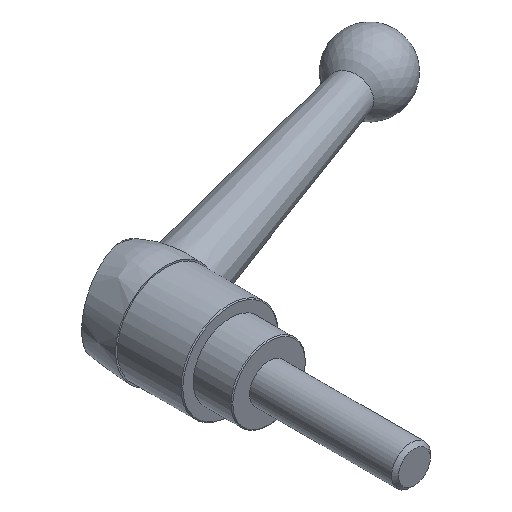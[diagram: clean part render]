
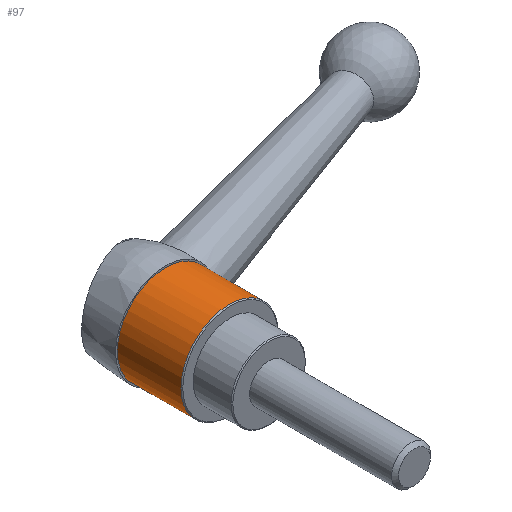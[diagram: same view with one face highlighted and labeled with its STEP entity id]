
A CAD part, isometric view. The second image highlights one B-rep face of the part: STEP entity #97.
In plain terms, the highlighted cylindrical face has radius 15 mm (diameter 30 mm), a full revolution.
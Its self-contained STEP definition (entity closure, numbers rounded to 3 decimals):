
#97 = ADVANCED_FACE( '', ( #237, #238 ), #239, .T. );
#237 = FACE_OUTER_BOUND( '', #428, .T. );
#238 = FACE_OUTER_BOUND( '', #429, .T. );
#239 = CYLINDRICAL_SURFACE( '', #430, 15. );
#428 = EDGE_LOOP( '', ( #684 ) );
#429 = EDGE_LOOP( '', ( #685, #686 ) );
#430 = AXIS2_PLACEMENT_3D( '', #687, #688, #689 );
#684 = ORIENTED_EDGE( '', *, *, #1163, .F. );
#685 = ORIENTED_EDGE( '', *, *, #1164, .F. );
#686 = ORIENTED_EDGE( '', *, *, #1165, .T. );
#687 = CARTESIAN_POINT( '', ( 0., -45., 0. ) );
#688 = DIRECTION( '', ( 0., 1., 0. ) );
#689 = DIRECTION( '', ( 0., 0., -1. ) );
#1163 = EDGE_CURVE( '', #1388, #1388, #1389, .T. );
#1164 = EDGE_CURVE( '', #1390, #1391, #1392, .T. );
#1165 = EDGE_CURVE( '', #1390, #1391, #1393, .T. );
#1388 = VERTEX_POINT( '', #1715 );
#1389 = CIRCLE( '', #1716, 15. );
#1390 = VERTEX_POINT( '', #1717 );
#1391 = VERTEX_POINT( '', #1718 );
#1392 = B_SPLINE_CURVE_WITH_KNOTS( '', 3, ( #1719, #1720, #1721, #1722, #1723, #1724, #1725, #1726, #1727, #1728, #1729, #1730 ), .UNSPECIFIED., .F., .F., ( 4, 2, 2, 2, 2, 4 ), ( 0., 0.002, 0.002, 0.003, 0.005, 0.007 ), .UNSPECIFIED. );
#1393 = CIRCLE( '', #1731, 15. );
#1715 = CARTESIAN_POINT( '', ( 0., 12.283, -15. ) );
#1716 = AXIS2_PLACEMENT_3D( '', #2174, #2175, #2176 );
#1717 = CARTESIAN_POINT( '', ( 14.649, 32., 3.227 ) );
#1718 = CARTESIAN_POINT( '', ( 14.649, 32., -3.227 ) );
#1719 = CARTESIAN_POINT( '', ( 14.649, 32., 3.227 ) );
#1720 = CARTESIAN_POINT( '', ( 14.763, 31.841, 2.708 ) );
#1721 = CARTESIAN_POINT( '', ( 14.851, 31.724, 2.18 ) );
#1722 = CARTESIAN_POINT( '', ( 14.94, 31.605, 1.373 ) );
#1723 = CARTESIAN_POINT( '', ( 14.962, 31.575, 1.101 ) );
#1724 = CARTESIAN_POINT( '', ( 14.992, 31.534, 0.554 ) );
#1725 = CARTESIAN_POINT( '', ( 15., 31.524, 0.277 ) );
#1726 = CARTESIAN_POINT( '', ( 15., 31.524, -0.552 ) );
#1727 = CARTESIAN_POINT( '', ( 14.97, 31.564, -1.098 ) );
#1728 = CARTESIAN_POINT( '', ( 14.851, 31.722, -2.174 ) );
#1729 = CARTESIAN_POINT( '', ( 14.763, 31.841, -2.708 ) );
#1730 = CARTESIAN_POINT( '', ( 14.649, 32., -3.227 ) );
#1731 = AXIS2_PLACEMENT_3D( '', #2177, #2178, #2179 );
#2174 = CARTESIAN_POINT( '', ( 0., 12.283, 0. ) );
#2175 = DIRECTION( '', ( 0., -1., 0. ) );
#2176 = DIRECTION( '', ( 0., 0., -1. ) );
#2177 = CARTESIAN_POINT( '', ( 0., 32., 0. ) );
#2178 = DIRECTION( '', ( 0., -1., 0. ) );
#2179 = DIRECTION( '', ( 0., 0., -1. ) );
